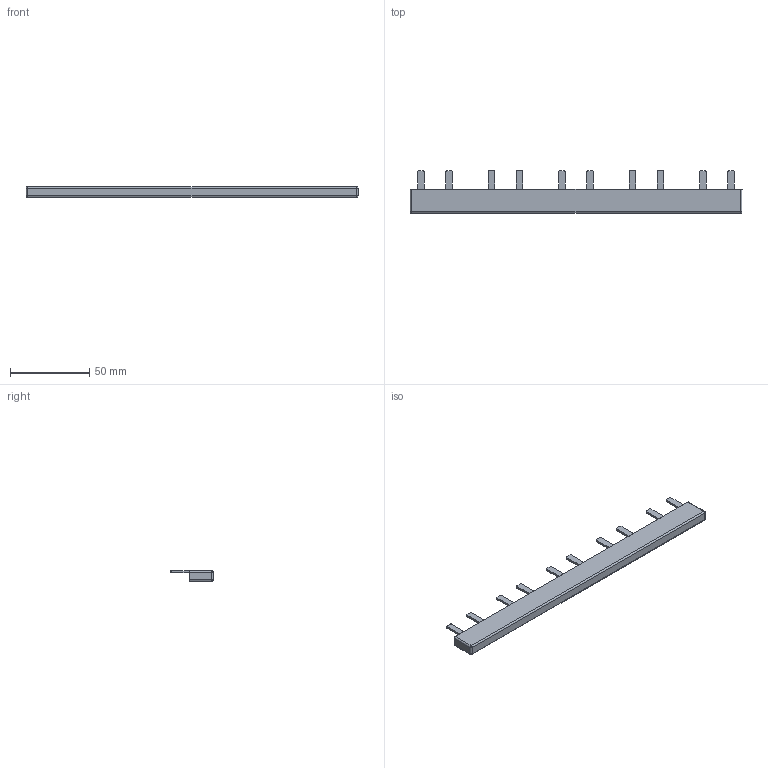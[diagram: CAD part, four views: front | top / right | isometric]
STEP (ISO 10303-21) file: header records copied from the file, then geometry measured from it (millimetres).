
FILE_DESCRIPTION(('STEP AP214'),'1');
FILE_NAME('cctmp_42C96E97-D24C-41EC-83B4-BB718C651B94_2025_10_07_15_52_37_0273..stp','2025-10-07T13:52:37',('SIEMENS A&D'),('CADClick - www.CADClick.com'),'Spatial InterOp 3D',' ','unknown authorization');
FILE_SCHEMA(('AUTOMOTIVE_DESIGN'));
Length unit declared in the file: millimetre
Products named in the file (12): cc_unnamed; 2025_10_07_15_52_37_0258; 2025_10_07_15_52_37_0226; 2025_10_07_15_52_37_0194; 2025_10_07_15_52_37_0163; 2025_10_07_15_52_37_0131; 2025_10_07_15_52_37_0099; 2025_10_07_15_52_37_0067; 2025_10_07_15_52_37_0035; 2025_10_07_15_52_37_0003; 2025_10_07_15_52_36_0972; 2025_10_07_15_52_36_0941
Assembly tree (11 placements, depth 2):
  cc_unnamed
    2025_10_07_15_52_37_0258
    2025_10_07_15_52_37_0226
    2025_10_07_15_52_37_0194
    2025_10_07_15_52_37_0163
    2025_10_07_15_52_37_0131
    2025_10_07_15_52_37_0099
    2025_10_07_15_52_37_0067
    2025_10_07_15_52_37_0035
    2025_10_07_15_52_37_0003
    2025_10_07_15_52_36_0972
    2025_10_07_15_52_36_0941
Bounding box: 210 x 26.9 x 6.9 mm (x, y, z)
Volume: 22526.3 mm3; surface area: 10614.5 mm2
Topology: 11 solids, 11 shells, 98 faces, 220 edges, 140 vertices
Faces by surface type: plane 66, cylinder 28, sphere 4
Entity records: 3805 total; most frequent: DIRECTION 492, CARTESIAN_POINT 466, ORIENTED_EDGE 432, EDGE_CURVE 216, AXIS2_PLACEMENT_3D 166, LINE 160, VECTOR 160, VERTEX_POINT 140
